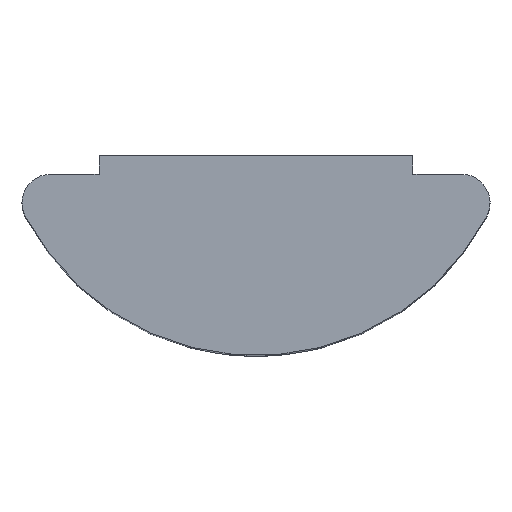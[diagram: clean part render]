
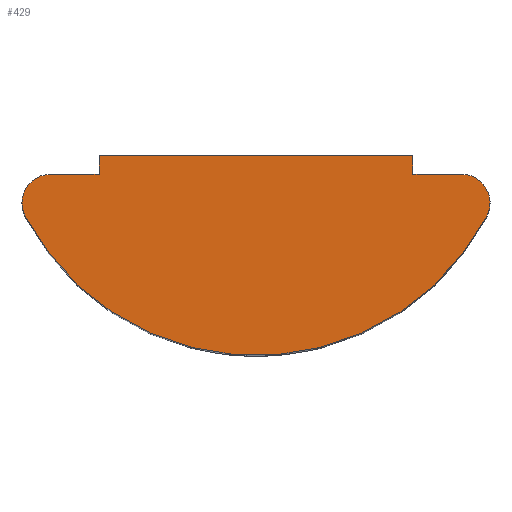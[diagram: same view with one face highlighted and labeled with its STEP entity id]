
A CAD part, top view. The second image highlights one B-rep face of the part: STEP entity #429.
In plain terms, the highlighted planar face has unit normal (0, 0, 1).
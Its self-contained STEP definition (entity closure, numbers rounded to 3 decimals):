
#1 = CARTESIAN_POINT ( 'NONE',  ( -7.2, 0., 22. ) ) ;
#6 = VECTOR ( 'NONE', #101, 1000. ) ;
#41 = ORIENTED_EDGE ( 'NONE', *, *, #475, .T. ) ;
#60 = ORIENTED_EDGE ( 'NONE', *, *, #502, .T. ) ;
#74 = ORIENTED_EDGE ( 'NONE', *, *, #457, .T. ) ;
#80 = VERTEX_POINT ( 'NONE', #187 ) ;
#89 = CARTESIAN_POINT ( 'NONE',  ( -5.5, 0.65, 22. ) ) ;
#101 = DIRECTION ( 'NONE',  ( -1., 0., 0. ) ) ;
#112 = VERTEX_POINT ( 'NONE', #239 ) ;
#126 = VERTEX_POINT ( 'NONE', #231 ) ;
#148 = AXIS2_PLACEMENT_3D ( 'NONE', #241, #261, #263 ) ;
#159 = DIRECTION ( 'NONE',  ( -1., 0., 0. ) ) ;
#165 = CARTESIAN_POINT ( 'NONE',  ( -7.2, -1., 22. ) ) ;
#170 = VERTEX_POINT ( 'NONE', #89 ) ;
#181 = DIRECTION ( 'NONE',  ( 1., 0., 0. ) ) ;
#185 = DIRECTION ( 'NONE',  ( 0., 0., 1. ) ) ;
#187 = CARTESIAN_POINT ( 'NONE',  ( 7.2, 0., 22. ) ) ;
#195 = VERTEX_POINT ( 'NONE', #561 ) ;
#196 = CARTESIAN_POINT ( 'NONE',  ( 7.2, -1., 22. ) ) ;
#200 = DIRECTION ( 'NONE',  ( 0., 0., 1. ) ) ;
#201 = DIRECTION ( 'NONE',  ( -1., 0., 0. ) ) ;
#204 = CIRCLE ( 'NONE', #388, 1. ) ;
#224 = VERTEX_POINT ( 'NONE', #306 ) ;
#231 = CARTESIAN_POINT ( 'NONE',  ( -8.2, -1., 22. ) ) ;
#232 = CARTESIAN_POINT ( 'NONE',  ( 8.085, -1.465, 22. ) ) ;
#235 = CARTESIAN_POINT ( 'NONE',  ( -8.085, -1.465, 22. ) ) ;
#236 = VECTOR ( 'NONE', #507, 1000. ) ;
#238 = VERTEX_POINT ( 'NONE', #325 ) ;
#239 = CARTESIAN_POINT ( 'NONE',  ( -5.5, 0., 22. ) ) ;
#241 = CARTESIAN_POINT ( 'NONE',  ( 7.2, -1., 22. ) ) ;
#244 = DIRECTION ( 'NONE',  ( 0., 0., 1. ) ) ;
#250 = PLANE ( 'NONE',  #148 ) ;
#251 = LINE ( 'NONE', #554, #236 ) ;
#261 = DIRECTION ( 'NONE',  ( 0., 0., -1. ) ) ;
#263 = DIRECTION ( 'NONE',  ( -1., 0., 0. ) ) ;
#265 = CARTESIAN_POINT ( 'NONE',  ( 5.5, 0., 22. ) ) ;
#269 = EDGE_LOOP ( 'NONE', ( #284, #41, #548, #572, #296, #321, #60, #74, #451 ) ) ;
#274 = AXIS2_PLACEMENT_3D ( 'NONE', #521, #351, #580 ) ;
#276 = CARTESIAN_POINT ( 'NONE',  ( -7.2, -1., 22. ) ) ;
#279 = LINE ( 'NONE', #1, #6 ) ;
#284 = ORIENTED_EDGE ( 'NONE', *, *, #301, .T. ) ;
#290 = AXIS2_PLACEMENT_3D ( 'NONE', #276, #244, #478 ) ;
#296 = ORIENTED_EDGE ( 'NONE', *, *, #545, .T. ) ;
#301 = EDGE_CURVE ( 'NONE', #170, #112, #378, .T. ) ;
#306 = CARTESIAN_POINT ( 'NONE',  ( 5.5, 0., 22. ) ) ;
#321 = ORIENTED_EDGE ( 'NONE', *, *, #392, .T. ) ;
#324 = FACE_OUTER_BOUND ( 'NONE', #269, .T. ) ;
#325 = CARTESIAN_POINT ( 'NONE',  ( 5.5, 0.65, 22. ) ) ;
#345 = DIRECTION ( 'NONE',  ( 0., -1., 0. ) ) ;
#346 = CARTESIAN_POINT ( 'NONE',  ( -5.5, 0., 22. ) ) ;
#351 = DIRECTION ( 'NONE',  ( 0., 0., 1. ) ) ;
#378 = LINE ( 'NONE', #346, #497 ) ;
#388 = AXIS2_PLACEMENT_3D ( 'NONE', #165, #185, #181 ) ;
#392 = EDGE_CURVE ( 'NONE', #415, #80, #472, .T. ) ;
#410 = VECTOR ( 'NONE', #499, 1000. ) ;
#415 = VERTEX_POINT ( 'NONE', #232 ) ;
#420 = VERTEX_POINT ( 'NONE', #235 ) ;
#429 = ADVANCED_FACE ( 'NONE', ( #324 ), #250, .F. ) ;
#451 = ORIENTED_EDGE ( 'NONE', *, *, #495, .T. ) ;
#457 = EDGE_CURVE ( 'NONE', #224, #238, #544, .T. ) ;
#472 = CIRCLE ( 'NONE', #576, 1. ) ;
#475 = EDGE_CURVE ( 'NONE', #112, #195, #279, .T. ) ;
#478 = DIRECTION ( 'NONE',  ( 1., 0., 0. ) ) ;
#495 = EDGE_CURVE ( 'NONE', #238, #170, #518, .T. ) ;
#497 = VECTOR ( 'NONE', #345, 1000. ) ;
#499 = DIRECTION ( 'NONE',  ( 0., 1., 0. ) ) ;
#500 = VECTOR ( 'NONE', #159, 1000. ) ;
#502 = EDGE_CURVE ( 'NONE', #80, #224, #251, .T. ) ;
#507 = DIRECTION ( 'NONE',  ( -1., 0., 0. ) ) ;
#518 = LINE ( 'NONE', #605, #500 ) ;
#521 = CARTESIAN_POINT ( 'NONE',  ( 0., 2.784, 22. ) ) ;
#544 = LINE ( 'NONE', #265, #410 ) ;
#545 = EDGE_CURVE ( 'NONE', #420, #415, #637, .T. ) ;
#548 = ORIENTED_EDGE ( 'NONE', *, *, #593, .T. ) ;
#554 = CARTESIAN_POINT ( 'NONE',  ( 5.5, 0., 22. ) ) ;
#559 = EDGE_CURVE ( 'NONE', #126, #420, #619, .T. ) ;
#561 = CARTESIAN_POINT ( 'NONE',  ( -7.2, 0., 22. ) ) ;
#572 = ORIENTED_EDGE ( 'NONE', *, *, #559, .T. ) ;
#576 = AXIS2_PLACEMENT_3D ( 'NONE', #196, #200, #201 ) ;
#580 = DIRECTION ( 'NONE',  ( 1., 0., 0. ) ) ;
#593 = EDGE_CURVE ( 'NONE', #195, #126, #204, .T. ) ;
#605 = CARTESIAN_POINT ( 'NONE',  ( -5.5, 0.65, 22. ) ) ;
#619 = CIRCLE ( 'NONE', #290, 1. ) ;
#637 = CIRCLE ( 'NONE', #274, 9.134 ) ;
